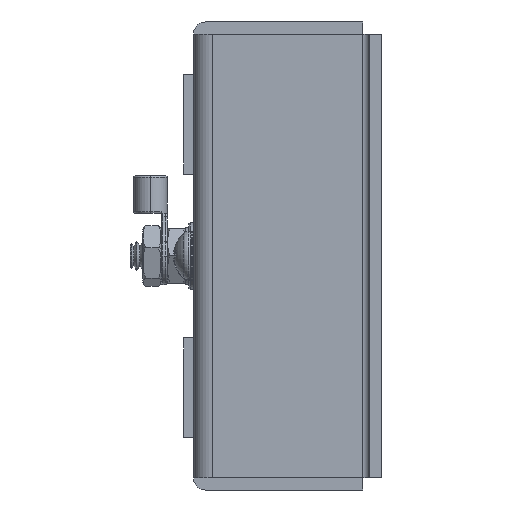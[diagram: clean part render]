
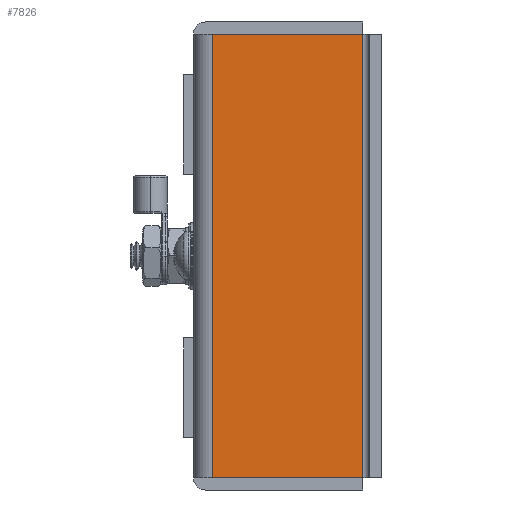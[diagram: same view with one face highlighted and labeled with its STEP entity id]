
A CAD part, left-side view. The second image highlights one B-rep face of the part: STEP entity #7826.
In plain terms, the highlighted planar face has unit normal (-1, 0, 0).
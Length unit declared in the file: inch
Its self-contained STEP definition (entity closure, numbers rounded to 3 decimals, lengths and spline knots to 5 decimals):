
#567 = AXIS2_PLACEMENT_3D ( 'NONE', #11938, #11950, #11952 ) ;
#2741 = CARTESIAN_POINT ( 'NONE',  ( -1.6, -0.125, 1.475 ) ) ;
#2742 = DIRECTION ( 'NONE',  ( 0., -1., 0. ) ) ;
#2746 = CARTESIAN_POINT ( 'NONE',  ( -1.6, -0.125, 1.475 ) ) ;
#2747 = CARTESIAN_POINT ( 'NONE',  ( -1.6, -1.125, 1.475 ) ) ;
#2753 = DIRECTION ( 'NONE',  ( 0., 0., -1. ) ) ;
#2755 = DIRECTION ( 'NONE',  ( 0., 0., -1. ) ) ;
#2816 = CARTESIAN_POINT ( 'NONE',  ( -1.6, -0.125, -1.475 ) ) ;
#2817 = DIRECTION ( 'NONE',  ( 0., -1., 0. ) ) ;
#3487 = EDGE_CURVE ( 'NONE', #4993, #4996, #14939, .T. ) ;
#3489 = EDGE_CURVE ( 'NONE', #4996, #4981, #14936, .T. ) ;
#3490 = EDGE_CURVE ( 'NONE', #4993, #4982, #14945, .T. ) ;
#3517 = EDGE_CURVE ( 'NONE', #4982, #4981, #15033, .T. ) ;
#4981 = VERTEX_POINT ( 'NONE', #20665 ) ;
#4982 = VERTEX_POINT ( 'NONE', #20666 ) ;
#4993 = VERTEX_POINT ( 'NONE', #20677 ) ;
#4996 = VERTEX_POINT ( 'NONE', #20680 ) ;
#6861 = ORIENTED_EDGE ( 'NONE', *, *, #3490, .T. ) ;
#6864 = ORIENTED_EDGE ( 'NONE', *, *, #3517, .T. ) ;
#6865 = ORIENTED_EDGE ( 'NONE', *, *, #3489, .F. ) ;
#6866 = ORIENTED_EDGE ( 'NONE', *, *, #3487, .F. ) ;
#7826 = ADVANCED_FACE ( 'NONE', ( #8313 ), #11914, .F. ) ;
#8313 = FACE_OUTER_BOUND ( 'NONE', #11867, .T. ) ;
#11867 = EDGE_LOOP ( 'NONE', ( #6864, #6865, #6866, #6861 ) ) ;
#11914 = PLANE ( 'NONE',  #567 ) ;
#11938 = CARTESIAN_POINT ( 'NONE',  ( -1.6, -0.125, 1.475 ) ) ;
#11950 = DIRECTION ( 'NONE',  ( 1., 0., 0. ) ) ;
#11952 = DIRECTION ( 'NONE',  ( 0., 1., 0. ) ) ;
#14936 = LINE ( 'NONE', #2747, #14951 ) ;
#14939 = LINE ( 'NONE', #2741, #14943 ) ;
#14943 = VECTOR ( 'NONE', #2742, 39.37008 ) ;
#14945 = LINE ( 'NONE', #2746, #14954 ) ;
#14951 = VECTOR ( 'NONE', #2753, 39.37008 ) ;
#14954 = VECTOR ( 'NONE', #2755, 39.37008 ) ;
#15033 = LINE ( 'NONE', #2816, #15039 ) ;
#15039 = VECTOR ( 'NONE', #2817, 39.37008 ) ;
#20665 = CARTESIAN_POINT ( 'NONE',  ( -1.6, -1.125, -1.475 ) ) ;
#20666 = CARTESIAN_POINT ( 'NONE',  ( -1.6, -0.125, -1.475 ) ) ;
#20677 = CARTESIAN_POINT ( 'NONE',  ( -1.6, -0.125, 1.475 ) ) ;
#20680 = CARTESIAN_POINT ( 'NONE',  ( -1.6, -1.125, 1.475 ) ) ;
